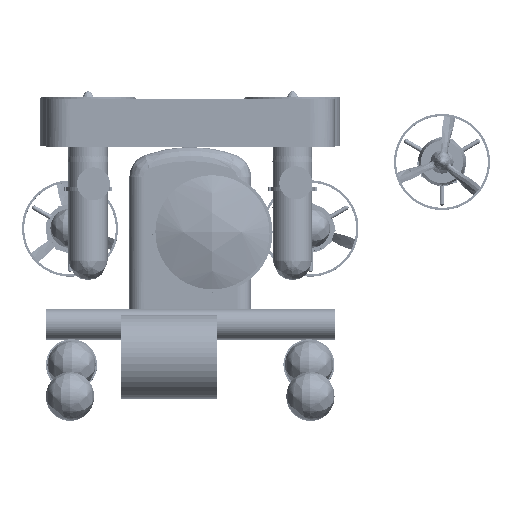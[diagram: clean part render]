
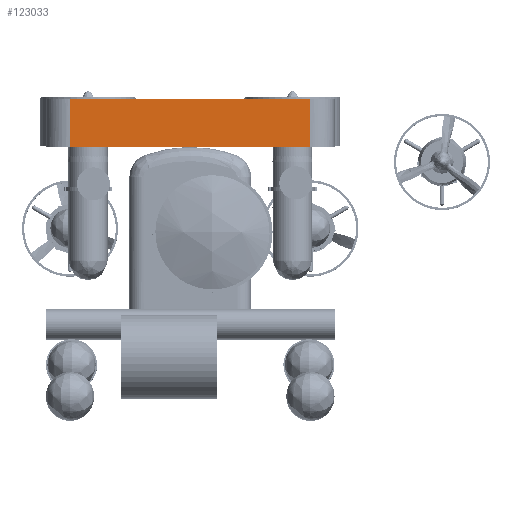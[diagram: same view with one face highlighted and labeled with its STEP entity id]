
A CAD part, top view. The second image highlights one B-rep face of the part: STEP entity #123033.
In plain terms, the highlighted free-form (B-spline) face has degree [1, 1] with [2, 2] control points.
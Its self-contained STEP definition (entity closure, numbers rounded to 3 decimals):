
#123033 = ADVANCED_FACE('',(#123034),#123064,.F.);
#123034 = FACE_BOUND('',#123035,.T.);
#123035 = EDGE_LOOP('',(#123036,#123045,#123052,#123059));
#123036 = ORIENTED_EDGE('',*,*,#123037,.T.);
#123037 = EDGE_CURVE('',#123038,#123040,#123042,.T.);
#123038 = VERTEX_POINT('',#123039);
#123039 = CARTESIAN_POINT('',(180.108,193.616,
    215.113));
#123040 = VERTEX_POINT('',#123041);
#123041 = CARTESIAN_POINT('',(-180.108,193.616,
    215.113));
#123042 = B_SPLINE_CURVE_WITH_KNOTS('',1,(#123043,#123044),
  .UNSPECIFIED.,.F.,.F.,(2,2),(-279.4,-25.4),.PIECEWISE_BEZIER_KNOTS.);
#123043 = CARTESIAN_POINT('',(180.108,193.616,
    215.113));
#123044 = CARTESIAN_POINT('',(-180.108,193.616,
    215.113));
#123045 = ORIENTED_EDGE('',*,*,#123046,.T.);
#123046 = EDGE_CURVE('',#123040,#123047,#123049,.T.);
#123047 = VERTEX_POINT('',#123048);
#123048 = CARTESIAN_POINT('',(-180.108,121.573,
    215.113));
#123049 = B_SPLINE_CURVE_WITH_KNOTS('',1,(#123050,#123051),
  .UNSPECIFIED.,.F.,.F.,(2,2),(-50.8,0.),.PIECEWISE_BEZIER_KNOTS.);
#123050 = CARTESIAN_POINT('',(-180.108,193.616,
    215.113));
#123051 = CARTESIAN_POINT('',(-180.108,121.573,
    215.113));
#123052 = ORIENTED_EDGE('',*,*,#123053,.F.);
#123053 = EDGE_CURVE('',#123054,#123047,#123056,.T.);
#123054 = VERTEX_POINT('',#123055);
#123055 = CARTESIAN_POINT('',(180.108,121.573,
    215.113));
#123056 = B_SPLINE_CURVE_WITH_KNOTS('',1,(#123057,#123058),
  .UNSPECIFIED.,.F.,.F.,(2,2),(-279.4,-25.4),.PIECEWISE_BEZIER_KNOTS.);
#123057 = CARTESIAN_POINT('',(180.108,121.573,
    215.113));
#123058 = CARTESIAN_POINT('',(-180.108,121.573,
    215.113));
#123059 = ORIENTED_EDGE('',*,*,#123060,.T.);
#123060 = EDGE_CURVE('',#123054,#123038,#123061,.T.);
#123061 = B_SPLINE_CURVE_WITH_KNOTS('',1,(#123062,#123063),
  .UNSPECIFIED.,.F.,.F.,(2,2),(0.,50.8),.PIECEWISE_BEZIER_KNOTS.);
#123062 = CARTESIAN_POINT('',(180.108,121.573,
    215.113));
#123063 = CARTESIAN_POINT('',(180.108,193.616,
    215.113));
#123064 = B_SPLINE_SURFACE_WITH_KNOTS('',1,1,(
    (#123065,#123066)
    ,(#123067,#123068
  )),.UNSPECIFIED.,.F.,.F.,.F.,(2,2),(2,2),(0.,50.8),(25.4,279.4),
  .PIECEWISE_BEZIER_KNOTS.);
#123065 = CARTESIAN_POINT('',(-180.108,121.573,
    215.113));
#123066 = CARTESIAN_POINT('',(180.108,121.573,
    215.113));
#123067 = CARTESIAN_POINT('',(-180.108,193.616,
    215.113));
#123068 = CARTESIAN_POINT('',(180.108,193.616,
    215.113));
